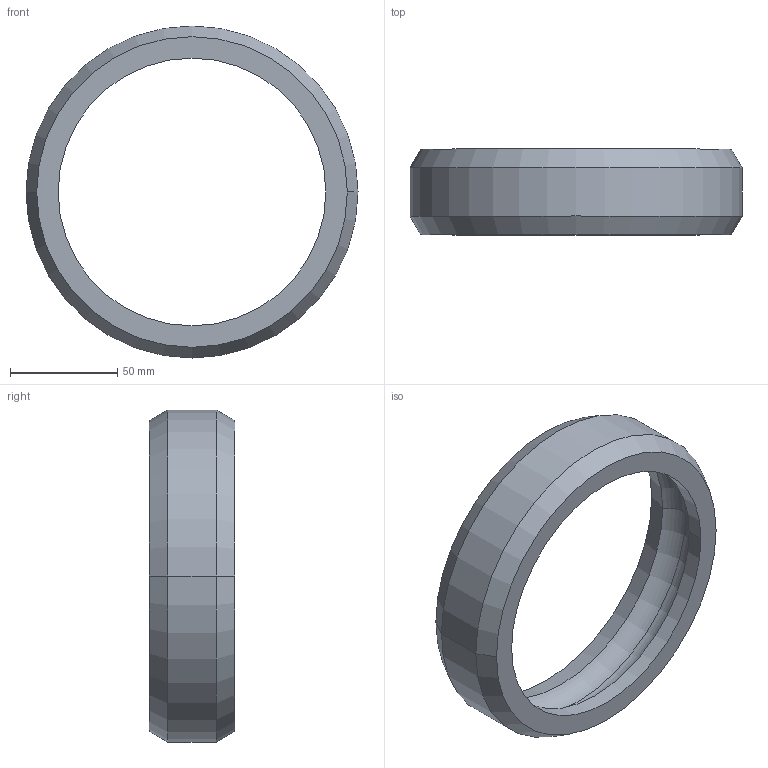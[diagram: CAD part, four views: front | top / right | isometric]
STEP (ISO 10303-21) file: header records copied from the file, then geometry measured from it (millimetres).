
FILE_DESCRIPTION(('produced by SPATIAL CORP'),'2;1');
FILE_NAME( 'outer_bb.prt.hh.sat.stp','2002-04-19T14:13:12+00:00',('SPATIAL CORP'),('SPATIAL CORP'), 'ACIS STEP Husk','http://www.spatial.com','SPATIAL CORP');
FILE_SCHEMA(('CONFIG_CONTROL_DESIGN'));
Length unit declared in the file: millimetre
Products named in the file (1): PRODUCT_ID_1
Bounding box: 155 x 40 x 155 mm (x, y, z)
Volume: 143757.2 mm3; surface area: 45940.3 mm2
Topology: 1 solids, 1 shells, 16 faces, 32 edges, 18 vertices
Faces by surface type: cone 6, cylinder 4, torus 4, plane 2
Entity records: 487 total; most frequent: DIRECTION 78, ORIENTED_EDGE 64, CARTESIAN_POINT 62, AXIS2_PLACEMENT_3D 34, EDGE_CURVE 32, CIRCLE 20, VERTEX_POINT 18, EDGE_LOOP 18
